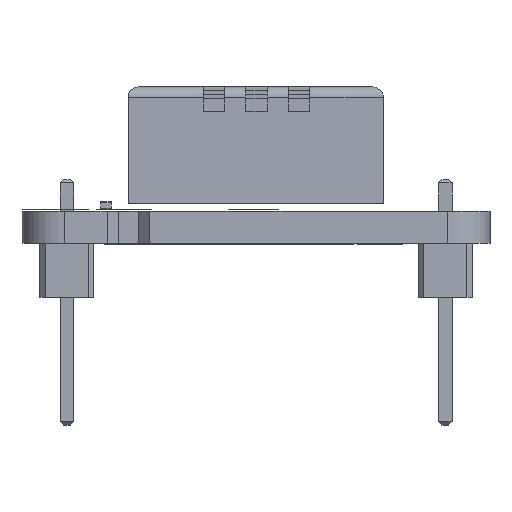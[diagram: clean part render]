
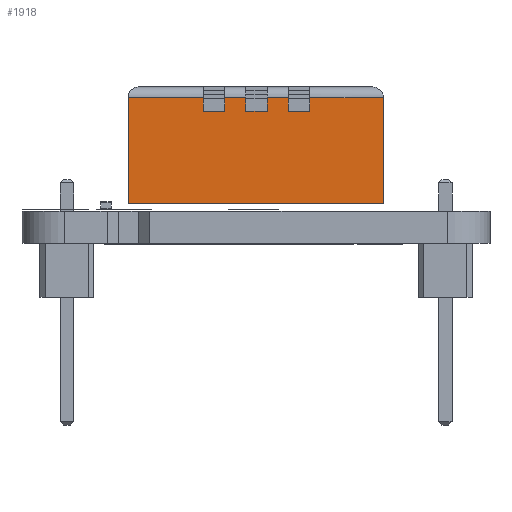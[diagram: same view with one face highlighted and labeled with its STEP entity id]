
A CAD part, left-side view. The second image highlights one B-rep face of the part: STEP entity #1918.
In plain terms, the highlighted face is planar.
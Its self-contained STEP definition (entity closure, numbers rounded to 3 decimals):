
#1298 = VERTEX_POINT('',#1299);
#1299 = CARTESIAN_POINT('',(-2.25,2.19,15.5));
#1305 = EDGE_CURVE('',#1298,#1306,#1308,.T.);
#1306 = VERTEX_POINT('',#1307);
#1307 = CARTESIAN_POINT('',(2.75,2.19,15.5));
#1308 = LINE('',#1309,#1310);
#1309 = CARTESIAN_POINT('',(-2.75,2.19,15.5));
#1310 = VECTOR('',#1311,1.);
#1311 = DIRECTION('',(1.,0.,0.));
#1361 = EDGE_CURVE('',#1306,#1362,#1364,.T.);
#1362 = VERTEX_POINT('',#1363);
#1363 = CARTESIAN_POINT('',(2.75,-9.81,15.5));
#1364 = LINE('',#1365,#1366);
#1365 = CARTESIAN_POINT('',(2.75,2.19,15.5));
#1366 = VECTOR('',#1367,1.);
#1367 = DIRECTION('',(0.,-1.,0.));
#1394 = EDGE_CURVE('',#1362,#1395,#1397,.T.);
#1395 = VERTEX_POINT('',#1396);
#1396 = CARTESIAN_POINT('',(-2.25,-9.81,15.5));
#1397 = LINE('',#1398,#1399);
#1398 = CARTESIAN_POINT('',(2.75,-9.81,15.5));
#1399 = VECTOR('',#1400,1.);
#1400 = DIRECTION('',(-1.,0.,0.));
#1918 = ADVANCED_FACE('',(#1919),#2074,.F.);
#1919 = FACE_BOUND('',#1920,.F.);
#1920 = EDGE_LOOP('',(#1921,#1929,#1930,#1931,#1932,#1940,#1948,#1956,
    #1964,#1972,#1980,#1988,#1996,#2004,#2012,#2020,#2028,#2036,#2044,
    #2052,#2060,#2068));
#1921 = ORIENTED_EDGE('',*,*,#1922,.T.);
#1922 = EDGE_CURVE('',#1923,#1298,#1925,.T.);
#1923 = VERTEX_POINT('',#1924);
#1924 = CARTESIAN_POINT('',(-2.25,-1.27,15.5));
#1925 = LINE('',#1926,#1927);
#1926 = CARTESIAN_POINT('',(-2.25,-9.81,15.5));
#1927 = VECTOR('',#1928,1.);
#1928 = DIRECTION('',(0.,1.,0.));
#1929 = ORIENTED_EDGE('',*,*,#1305,.T.);
#1930 = ORIENTED_EDGE('',*,*,#1361,.T.);
#1931 = ORIENTED_EDGE('',*,*,#1394,.T.);
#1932 = ORIENTED_EDGE('',*,*,#1933,.T.);
#1933 = EDGE_CURVE('',#1395,#1934,#1936,.T.);
#1934 = VERTEX_POINT('',#1935);
#1935 = CARTESIAN_POINT('',(-2.25,-6.27,15.5));
#1936 = LINE('',#1937,#1938);
#1937 = CARTESIAN_POINT('',(-2.25,-9.81,15.5));
#1938 = VECTOR('',#1939,1.);
#1939 = DIRECTION('',(0.,1.,0.));
#1940 = ORIENTED_EDGE('',*,*,#1941,.F.);
#1941 = EDGE_CURVE('',#1942,#1934,#1944,.T.);
#1942 = VERTEX_POINT('',#1943);
#1943 = CARTESIAN_POINT('',(-2.1,-6.27,15.5));
#1944 = LINE('',#1945,#1946);
#1945 = CARTESIAN_POINT('',(-1.55,-6.27,15.5));
#1946 = VECTOR('',#1947,1.);
#1947 = DIRECTION('',(-1.,0.,0.));
#1948 = ORIENTED_EDGE('',*,*,#1949,.F.);
#1949 = EDGE_CURVE('',#1950,#1942,#1952,.T.);
#1950 = VERTEX_POINT('',#1951);
#1951 = CARTESIAN_POINT('',(-1.6,-6.27,15.5));
#1952 = LINE('',#1953,#1954);
#1953 = CARTESIAN_POINT('',(-1.3,-6.27,15.5));
#1954 = VECTOR('',#1955,1.);
#1955 = DIRECTION('',(-1.,0.,0.));
#1956 = ORIENTED_EDGE('',*,*,#1957,.F.);
#1957 = EDGE_CURVE('',#1958,#1950,#1960,.T.);
#1958 = VERTEX_POINT('',#1959);
#1959 = CARTESIAN_POINT('',(-1.6,-5.27,15.5));
#1960 = LINE('',#1961,#1962);
#1961 = CARTESIAN_POINT('',(-1.6,-4.54,15.5));
#1962 = VECTOR('',#1963,1.);
#1963 = DIRECTION('',(0.,-1.,0.));
#1964 = ORIENTED_EDGE('',*,*,#1965,.T.);
#1965 = EDGE_CURVE('',#1958,#1966,#1968,.T.);
#1966 = VERTEX_POINT('',#1967);
#1967 = CARTESIAN_POINT('',(-2.1,-5.27,15.5));
#1968 = LINE('',#1969,#1970);
#1969 = CARTESIAN_POINT('',(-1.3,-5.27,15.5));
#1970 = VECTOR('',#1971,1.);
#1971 = DIRECTION('',(-1.,0.,0.));
#1972 = ORIENTED_EDGE('',*,*,#1973,.T.);
#1973 = EDGE_CURVE('',#1966,#1974,#1976,.T.);
#1974 = VERTEX_POINT('',#1975);
#1975 = CARTESIAN_POINT('',(-2.25,-5.27,15.5));
#1976 = LINE('',#1977,#1978);
#1977 = CARTESIAN_POINT('',(-1.55,-5.27,15.5));
#1978 = VECTOR('',#1979,1.);
#1979 = DIRECTION('',(-1.,0.,0.));
#1980 = ORIENTED_EDGE('',*,*,#1981,.T.);
#1981 = EDGE_CURVE('',#1974,#1982,#1984,.T.);
#1982 = VERTEX_POINT('',#1983);
#1983 = CARTESIAN_POINT('',(-2.25,-4.27,15.5));
#1984 = LINE('',#1985,#1986);
#1985 = CARTESIAN_POINT('',(-2.25,-9.81,15.5));
#1986 = VECTOR('',#1987,1.);
#1987 = DIRECTION('',(0.,1.,0.));
#1988 = ORIENTED_EDGE('',*,*,#1989,.F.);
#1989 = EDGE_CURVE('',#1990,#1982,#1992,.T.);
#1990 = VERTEX_POINT('',#1991);
#1991 = CARTESIAN_POINT('',(-2.1,-4.27,15.5));
#1992 = LINE('',#1993,#1994);
#1993 = CARTESIAN_POINT('',(-1.55,-4.27,15.5));
#1994 = VECTOR('',#1995,1.);
#1995 = DIRECTION('',(-1.,0.,0.));
#1996 = ORIENTED_EDGE('',*,*,#1997,.F.);
#1997 = EDGE_CURVE('',#1998,#1990,#2000,.T.);
#1998 = VERTEX_POINT('',#1999);
#1999 = CARTESIAN_POINT('',(-1.6,-4.27,15.5));
#2000 = LINE('',#2001,#2002);
#2001 = CARTESIAN_POINT('',(-1.3,-4.27,15.5));
#2002 = VECTOR('',#2003,1.);
#2003 = DIRECTION('',(-1.,0.,0.));
#2004 = ORIENTED_EDGE('',*,*,#2005,.F.);
#2005 = EDGE_CURVE('',#2006,#1998,#2008,.T.);
#2006 = VERTEX_POINT('',#2007);
#2007 = CARTESIAN_POINT('',(-1.6,-3.27,15.5));
#2008 = LINE('',#2009,#2010);
#2009 = CARTESIAN_POINT('',(-1.6,-3.54,15.5));
#2010 = VECTOR('',#2011,1.);
#2011 = DIRECTION('',(0.,-1.,0.));
#2012 = ORIENTED_EDGE('',*,*,#2013,.T.);
#2013 = EDGE_CURVE('',#2006,#2014,#2016,.T.);
#2014 = VERTEX_POINT('',#2015);
#2015 = CARTESIAN_POINT('',(-2.1,-3.27,15.5));
#2016 = LINE('',#2017,#2018);
#2017 = CARTESIAN_POINT('',(-1.3,-3.27,15.5));
#2018 = VECTOR('',#2019,1.);
#2019 = DIRECTION('',(-1.,0.,0.));
#2020 = ORIENTED_EDGE('',*,*,#2021,.T.);
#2021 = EDGE_CURVE('',#2014,#2022,#2024,.T.);
#2022 = VERTEX_POINT('',#2023);
#2023 = CARTESIAN_POINT('',(-2.25,-3.27,15.5));
#2024 = LINE('',#2025,#2026);
#2025 = CARTESIAN_POINT('',(-1.55,-3.27,15.5));
#2026 = VECTOR('',#2027,1.);
#2027 = DIRECTION('',(-1.,0.,0.));
#2028 = ORIENTED_EDGE('',*,*,#2029,.T.);
#2029 = EDGE_CURVE('',#2022,#2030,#2032,.T.);
#2030 = VERTEX_POINT('',#2031);
#2031 = CARTESIAN_POINT('',(-2.25,-2.27,15.5));
#2032 = LINE('',#2033,#2034);
#2033 = CARTESIAN_POINT('',(-2.25,-9.81,15.5));
#2034 = VECTOR('',#2035,1.);
#2035 = DIRECTION('',(0.,1.,0.));
#2036 = ORIENTED_EDGE('',*,*,#2037,.F.);
#2037 = EDGE_CURVE('',#2038,#2030,#2040,.T.);
#2038 = VERTEX_POINT('',#2039);
#2039 = CARTESIAN_POINT('',(-2.1,-2.27,15.5));
#2040 = LINE('',#2041,#2042);
#2041 = CARTESIAN_POINT('',(-1.55,-2.27,15.5));
#2042 = VECTOR('',#2043,1.);
#2043 = DIRECTION('',(-1.,0.,0.));
#2044 = ORIENTED_EDGE('',*,*,#2045,.F.);
#2045 = EDGE_CURVE('',#2046,#2038,#2048,.T.);
#2046 = VERTEX_POINT('',#2047);
#2047 = CARTESIAN_POINT('',(-1.6,-2.27,15.5));
#2048 = LINE('',#2049,#2050);
#2049 = CARTESIAN_POINT('',(-1.3,-2.27,15.5));
#2050 = VECTOR('',#2051,1.);
#2051 = DIRECTION('',(-1.,0.,0.));
#2052 = ORIENTED_EDGE('',*,*,#2053,.F.);
#2053 = EDGE_CURVE('',#2054,#2046,#2056,.T.);
#2054 = VERTEX_POINT('',#2055);
#2055 = CARTESIAN_POINT('',(-1.6,-1.27,15.5));
#2056 = LINE('',#2057,#2058);
#2057 = CARTESIAN_POINT('',(-1.6,-2.54,15.5));
#2058 = VECTOR('',#2059,1.);
#2059 = DIRECTION('',(0.,-1.,0.));
#2060 = ORIENTED_EDGE('',*,*,#2061,.T.);
#2061 = EDGE_CURVE('',#2054,#2062,#2064,.T.);
#2062 = VERTEX_POINT('',#2063);
#2063 = CARTESIAN_POINT('',(-2.1,-1.27,15.5));
#2064 = LINE('',#2065,#2066);
#2065 = CARTESIAN_POINT('',(-1.3,-1.27,15.5));
#2066 = VECTOR('',#2067,1.);
#2067 = DIRECTION('',(-1.,0.,0.));
#2068 = ORIENTED_EDGE('',*,*,#2069,.T.);
#2069 = EDGE_CURVE('',#2062,#1923,#2070,.T.);
#2070 = LINE('',#2071,#2072);
#2071 = CARTESIAN_POINT('',(-1.55,-1.27,15.5));
#2072 = VECTOR('',#2073,1.);
#2073 = DIRECTION('',(-1.,0.,0.));
#2074 = PLANE('',#2075);
#2075 = AXIS2_PLACEMENT_3D('',#2076,#2077,#2078);
#2076 = CARTESIAN_POINT('',(0.,-3.81,15.5));
#2077 = DIRECTION('',(-0.,-0.,-1.));
#2078 = DIRECTION('',(-1.,0.,0.));
